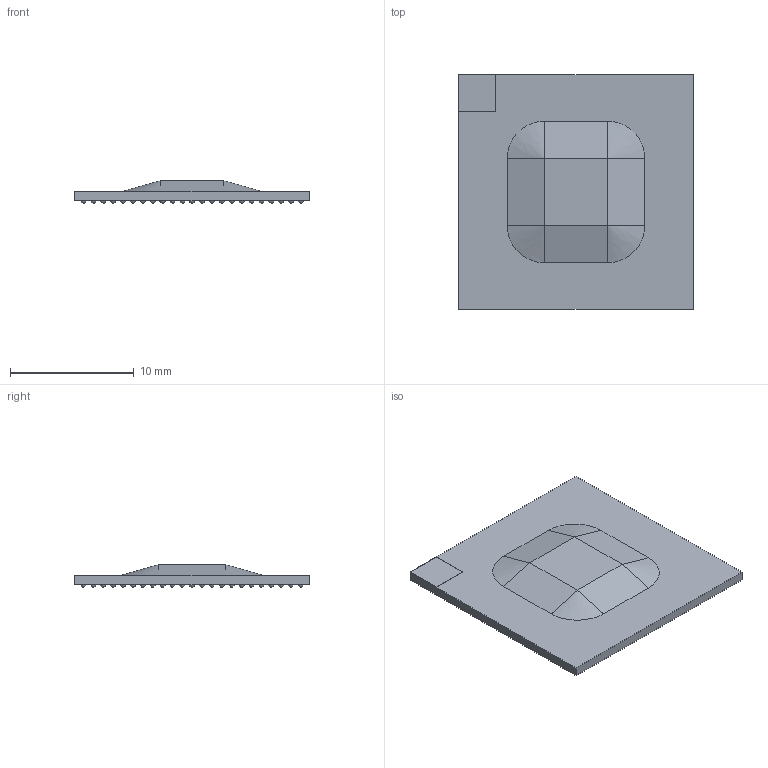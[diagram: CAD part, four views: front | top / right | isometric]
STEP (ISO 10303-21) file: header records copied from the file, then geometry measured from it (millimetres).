
FILE_DESCRIPTION(('FreeCAD Model'),'2;1');
FILE_NAME( 'FC-PBGA-525-NXP.step', '2020-06-26T21:34:50',('Author'),(''), 'Open CASCADE STEP processor 7.3','FreeCAD','Unknown');
FILE_SCHEMA(('AUTOMOTIVE_DESIGN { 1 0 10303 214 1 1 1 1 }'));
Length unit declared in the file: millimetre
Products named in the file (5): Chip_Substrate; Pin-1_Marker; Pins; Underfill; Die
Bounding box: 19 x 19 x 1.82 mm (x, y, z)
Volume: 363.5 mm3; surface area: 1426.2 mm2
Topology: 529 solids, 529 shells, 563 faces, 1651 edges, 1090 vertices
Faces by surface type: sphere 525, plane 34, revolution 4
Entity records: 11925 total; most frequent: CARTESIAN_POINT 1385, DIRECTION 1332, VERTEX_POINT 565, AXIS2_PLACEMENT_3D 564, ADVANCED_FACE 563, FACE_BOUND 563, MANIFOLD_SOLID_BREP 529, CLOSED_SHELL 529
